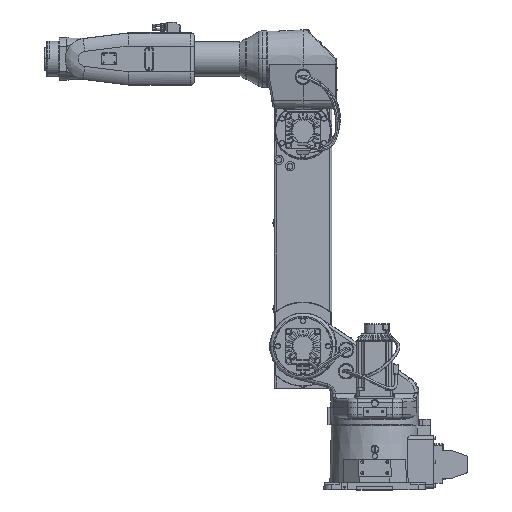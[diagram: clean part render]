
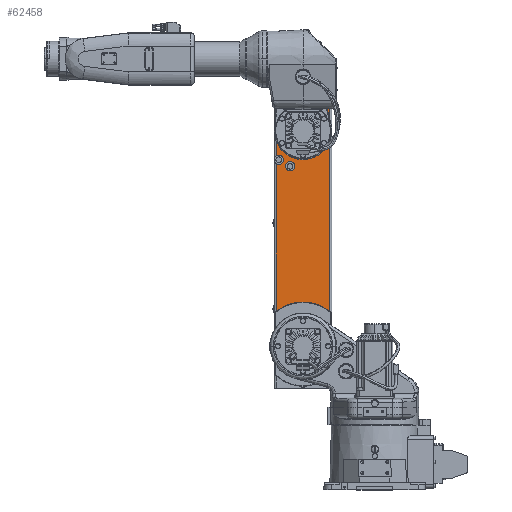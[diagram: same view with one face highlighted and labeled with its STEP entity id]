
A CAD part, top view. The second image highlights one B-rep face of the part: STEP entity #62458.
In plain terms, the highlighted planar face has unit normal (0, 0, 1).
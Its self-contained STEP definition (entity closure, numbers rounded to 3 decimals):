
#56742=DIRECTION('',(0.,-1.,0.));
#56743=VECTOR('',#56742,3.2);
#56744=CARTESIAN_POINT('',(-75.,683.2,-93.5));
#56745=LINE('',#56744,#56743);
#56784=CARTESIAN_POINT('',(-67.493,519.565,-93.5));
#56785=DIRECTION('',(0.,0.,1.));
#56786=DIRECTION('',(-0.577,-0.816,0.));
#56787=AXIS2_PLACEMENT_3D('',#56784,#56785,#56786);
#56789=CARTESIAN_POINT('',(-67.493,519.565,-93.5));
#56790=DIRECTION('',(0.,0.,1.));
#56791=DIRECTION('',(1.,0.,0.));
#56792=AXIS2_PLACEMENT_3D('',#56789,#56790,#56791);
#56794=DIRECTION('',(0.,1.,0.));
#56795=VECTOR('',#56794,149.821);
#56796=CARTESIAN_POINT('',(-75.,530.179,-93.5));
#56797=LINE('',#56796,#56795);
#56798=DIRECTION('',(1.,0.,0.));
#56799=VECTOR('',#56798,70.5);
#56800=CARTESIAN_POINT('',(-75.,683.2,-93.5));
#56801=LINE('',#56800,#56799);
#56802=DIRECTION('',(0.,-1.,0.));
#56803=VECTOR('',#56802,3.2);
#56804=CARTESIAN_POINT('',(-4.5,683.2,-93.5));
#56805=LINE('',#56804,#56803);
#56806=DIRECTION('',(1.,0.,0.));
#56807=VECTOR('',#56806,9.);
#56808=CARTESIAN_POINT('',(-4.5,680.,-93.5));
#56809=LINE('',#56808,#56807);
#56810=DIRECTION('',(1.,0.,0.));
#56811=VECTOR('',#56810,70.5);
#56812=CARTESIAN_POINT('',(4.5,683.2,-93.5));
#56813=LINE('',#56812,#56811);
#56814=DIRECTION('',(0.,-1.,0.));
#56815=VECTOR('',#56814,582.512);
#56816=CARTESIAN_POINT('',(75.,680.,-93.5));
#56817=LINE('',#56816,#56815);
#56818=CARTESIAN_POINT('',(0.,0.,-93.5));
#56819=DIRECTION('',(0.,0.,1.));
#56820=DIRECTION('',(0.61,0.793,0.));
#56821=AXIS2_PLACEMENT_3D('',#56818,#56819,#56820);
#56823=DIRECTION('',(0.,1.,0.));
#56824=VECTOR('',#56823,411.464);
#56825=CARTESIAN_POINT('',(-75.,97.488,-93.5));
#56826=LINE('',#56825,#56824);
#56841=CARTESIAN_POINT('',(-35.912,501.332,-93.5));
#56842=DIRECTION('',(0.,0.,1.));
#56843=DIRECTION('',(-1.,0.,0.));
#56844=AXIS2_PLACEMENT_3D('',#56841,#56842,#56843);
#56846=CARTESIAN_POINT('',(-35.912,501.332,-93.5));
#56847=DIRECTION('',(0.,0.,1.));
#56848=DIRECTION('',(1.,0.,0.));
#56849=AXIS2_PLACEMENT_3D('',#56846,#56847,#56848);
#57051=DIRECTION('',(0.,-1.,0.));
#57052=VECTOR('',#57051,3.2);
#57053=CARTESIAN_POINT('',(4.5,683.2,-93.5));
#57054=LINE('',#57053,#57052);
#57355=DIRECTION('',(0.,1.,0.));
#57356=VECTOR('',#57355,3.2);
#57357=CARTESIAN_POINT('',(75.,680.,-93.5));
#57358=LINE('',#57357,#57356);
#59800=CARTESIAN_POINT('',(75.,97.488,-93.5));
#59801=CARTESIAN_POINT('',(-75.,97.488,-93.5));
#59802=VERTEX_POINT('',#59800);
#59803=VERTEX_POINT('',#59801);
#59810=CARTESIAN_POINT('',(-4.5,683.2,-93.5));
#59812=VERTEX_POINT('',#59810);
#59813=CARTESIAN_POINT('',(-75.,683.2,-93.5));
#59814=VERTEX_POINT('',#59813);
#59835=CARTESIAN_POINT('',(75.,683.2,-93.5));
#59836=VERTEX_POINT('',#59835);
#59837=CARTESIAN_POINT('',(4.5,683.2,-93.5));
#59838=VERTEX_POINT('',#59837);
#60597=CARTESIAN_POINT('',(-4.5,680.,-93.5));
#60599=VERTEX_POINT('',#60597);
#60601=CARTESIAN_POINT('',(4.5,680.,-93.5));
#60603=VERTEX_POINT('',#60601);
#60703=CARTESIAN_POINT('',(75.,680.,-93.5));
#60704=VERTEX_POINT('',#60703);
#60705=CARTESIAN_POINT('',(-75.,680.,-93.5));
#60706=VERTEX_POINT('',#60705);
#60963=CARTESIAN_POINT('',(-75.,530.179,-93.5));
#60965=VERTEX_POINT('',#60963);
#60968=CARTESIAN_POINT('',(-75.,508.952,-93.5));
#60970=VERTEX_POINT('',#60968);
#60971=CARTESIAN_POINT('',(-54.493,519.565,-93.5));
#60972=VERTEX_POINT('',#60971);
#60985=CARTESIAN_POINT('',(-48.912,501.332,-93.5));
#60986=CARTESIAN_POINT('',(-22.912,501.332,-93.5));
#60987=VERTEX_POINT('',#60985);
#60988=VERTEX_POINT('',#60986);
#62423=CARTESIAN_POINT('',(0.,388.744,-93.5));
#62424=DIRECTION('',(0.,0.,1.));
#62425=DIRECTION('',(1.,0.,0.));
#62426=AXIS2_PLACEMENT_3D('',#62423,#62424,#62425);
#62427=PLANE('',#62426);
#62429=ORIENTED_EDGE('',*,*,#62428,.T.);
#62430=ORIENTED_EDGE('',*,*,#62411,.T.);
#62431=ORIENTED_EDGE('',*,*,#62383,.T.);
#62432=ORIENTED_EDGE('',*,*,#62381,.F.);
#62434=ORIENTED_EDGE('',*,*,#62433,.T.);
#62436=ORIENTED_EDGE('',*,*,#62435,.T.);
#62438=ORIENTED_EDGE('',*,*,#62437,.T.);
#62440=ORIENTED_EDGE('',*,*,#62439,.F.);
#62442=ORIENTED_EDGE('',*,*,#62441,.T.);
#62444=ORIENTED_EDGE('',*,*,#62443,.F.);
#62446=ORIENTED_EDGE('',*,*,#62445,.T.);
#62448=ORIENTED_EDGE('',*,*,#62447,.T.);
#62449=ORIENTED_EDGE('',*,*,#62358,.T.);
#62450=EDGE_LOOP('',(#62429,#62430,#62431,#62432,#62434,#62436,#62438,#62440,
#62442,#62444,#62446,#62448,#62449));
#62451=FACE_OUTER_BOUND('',#62450,.F.);
#62453=ORIENTED_EDGE('',*,*,#62452,.T.);
#62455=ORIENTED_EDGE('',*,*,#62454,.T.);
#62456=EDGE_LOOP('',(#62453,#62455));
#62457=FACE_BOUND('',#62456,.F.);
#62458=ADVANCED_FACE('',(#62451,#62457),#62427,.T.);
#56788=CIRCLE('',#56787,13.);
#56793=CIRCLE('',#56792,13.);
#56822=CIRCLE('',#56821,123.);
#56845=CIRCLE('',#56844,13.);
#56850=CIRCLE('',#56849,13.);
#62358=EDGE_CURVE('',#59803,#60970,#56826,.T.);
#62381=EDGE_CURVE('',#59814,#60706,#56745,.T.);
#62383=EDGE_CURVE('',#60965,#60706,#56797,.T.);
#62411=EDGE_CURVE('',#60972,#60965,#56793,.T.);
#62428=EDGE_CURVE('',#60970,#60972,#56788,.T.);
#62433=EDGE_CURVE('',#59814,#59812,#56801,.T.);
#62435=EDGE_CURVE('',#59812,#60599,#56805,.T.);
#62437=EDGE_CURVE('',#60599,#60603,#56809,.T.);
#62439=EDGE_CURVE('',#59838,#60603,#57054,.T.);
#62441=EDGE_CURVE('',#59838,#59836,#56813,.T.);
#62443=EDGE_CURVE('',#60704,#59836,#57358,.T.);
#62445=EDGE_CURVE('',#60704,#59802,#56817,.T.);
#62447=EDGE_CURVE('',#59802,#59803,#56822,.T.);
#62452=EDGE_CURVE('',#60987,#60988,#56845,.T.);
#62454=EDGE_CURVE('',#60988,#60987,#56850,.T.);
